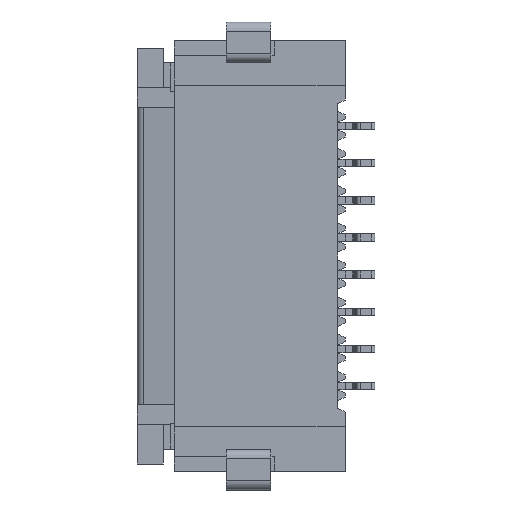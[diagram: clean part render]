
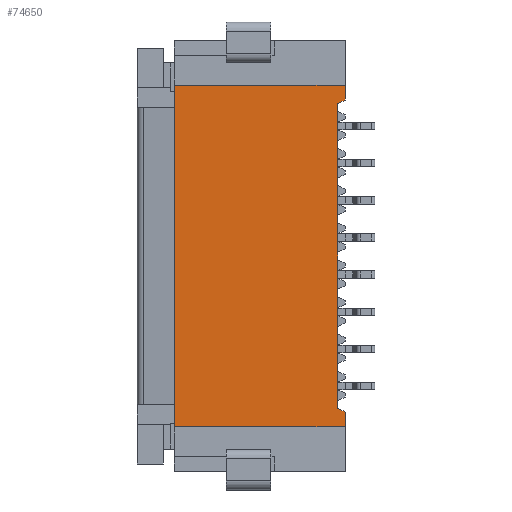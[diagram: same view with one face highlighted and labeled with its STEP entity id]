
A CAD part, left-side view. The second image highlights one B-rep face of the part: STEP entity #74650.
In plain terms, the highlighted planar face has unit normal (-1, 0, 0).
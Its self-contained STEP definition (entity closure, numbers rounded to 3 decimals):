
#6210=CARTESIAN_POINT('',(-2.015,1.009,10.858));
#6220=VERTEX_POINT('',#6210);
#6250=CARTESIAN_POINT('',(-2.015,1.009,10.858));
#6260=DIRECTION('',(0.,-1.,0.));
#6270=VECTOR('',#6260,1.);
#6280=LINE('',#6250,#6270);
#6290=CARTESIAN_POINT('',(-2.015,-3.591,10.858));
#6300=VERTEX_POINT('',#6290);
#6310=EDGE_CURVE('',#6220,#6300,#6280,.T.);
#30780=CARTESIAN_POINT('',(-2.015,-3.591,19.658))
;
#30790=VERTEX_POINT('',#30780);
#30820=CARTESIAN_POINT('',(-2.015,-3.591,21.105));
#30830=DIRECTION('',(0.,0.,-1.));
#30840=VECTOR('',#30830,1.);
#30850=LINE('',#30820,#30840);
#30860=CARTESIAN_POINT('',(-2.015,-3.591,20.058))
;
#30870=VERTEX_POINT('',#30860);
#30880=EDGE_CURVE('',#30870,#30790,#30850,.T.);
#34960=CARTESIAN_POINT('',(-2.015,-3.391,19.555));
#34970=VERTEX_POINT('',#34960);
#35000=CARTESIAN_POINT('',(-2.015,0.,17.817));
#35010=DIRECTION('',(0.,0.89,-0.456));
#35020=VECTOR('',#35010,1.);
#35030=LINE('',#35000,#35020);
#35040=EDGE_CURVE('',#30790,#34970,#35030,.T.);
#44000=CARTESIAN_POINT('',(-2.015,1.009,20.058));
#44010=DIRECTION('',(0.,-1.,0.));
#44020=VECTOR('',#44010,1.);
#44030=LINE('',#44000,#44020);
#44040=CARTESIAN_POINT('',(-2.015,1.009,20.058));
#44050=VERTEX_POINT('',#44040);
#44060=EDGE_CURVE('',#44050,#30870,#44030,.T.);
#73510=CARTESIAN_POINT('',(-2.015,-3.591,9.81));
#73520=DIRECTION('',(0.,0.,1.));
#73530=VECTOR('',#73520,1.);
#73540=LINE('',#73510,#73530);
#73550=CARTESIAN_POINT('',(-2.015,-3.591,11.258))
;
#73560=VERTEX_POINT('',#73550);
#73570=EDGE_CURVE('',#6300,#73560,#73540,.T.);
#74330=CARTESIAN_POINT('',(-2.015,-3.341,37.555));
#74340=DIRECTION('',(-1.,0.,0.));
#74350=DIRECTION('',(0.,-1.,0.));
#74360=AXIS2_PLACEMENT_3D('',#74330,#74340,#74350);
#74370=PLANE('',#74360);
#74380=CARTESIAN_POINT('',(-2.015,-3.391,31.555));
#74390=DIRECTION('',(0.,0.,-1.));
#74400=VECTOR('',#74390,1.);
#74410=LINE('',#74380,#74400);
#74420=CARTESIAN_POINT('',(-2.015,-3.391,11.36));
#74430=VERTEX_POINT('',#74420);
#74440=EDGE_CURVE('',#34970,#74430,#74410,.T.);
#74450=ORIENTED_EDGE('',*,*,#74440,.F.);
#74460=CARTESIAN_POINT('',(-2.015,0.,13.098));
#74470=DIRECTION('',(0.,-0.89,-0.456));
#74480=VECTOR('',#74470,1.);
#74490=LINE('',#74460,#74480);
#74500=EDGE_CURVE('',#74430,#73560,#74490,.T.);
#74510=ORIENTED_EDGE('',*,*,#74500,.F.);
#74520=ORIENTED_EDGE('',*,*,#73570,.T.);
#74530=ORIENTED_EDGE('',*,*,#6310,.T.);
#74540=CARTESIAN_POINT('',(-2.015,1.009,28.325));
#74550=DIRECTION('',(0.,0.,1.));
#74560=VECTOR('',#74550,1.);
#74570=LINE('',#74540,#74560);
#74580=EDGE_CURVE('',#6220,#44050,#74570,.T.);
#74590=ORIENTED_EDGE('',*,*,#74580,.F.);
#74600=ORIENTED_EDGE('',*,*,#44060,.F.);
#74610=ORIENTED_EDGE('',*,*,#30880,.F.);
#74620=ORIENTED_EDGE('',*,*,#35040,.F.);
#74630=EDGE_LOOP('',(#74620,#74610,#74600,#74590,#74530,#74520,#74510,
#74450));
#74640=FACE_OUTER_BOUND('',#74630,.T.);
#74650=ADVANCED_FACE('',(#74640),#74370,.T.);
